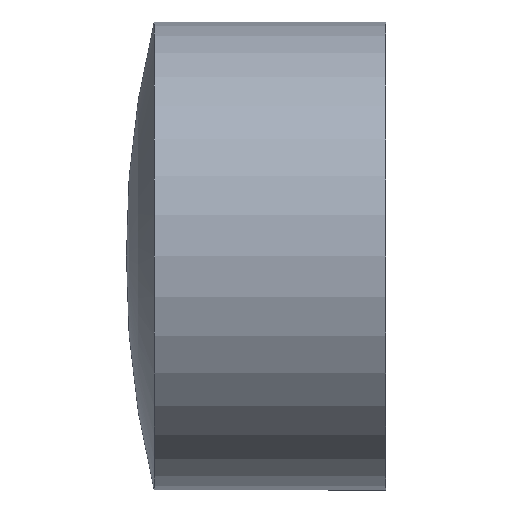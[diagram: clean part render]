
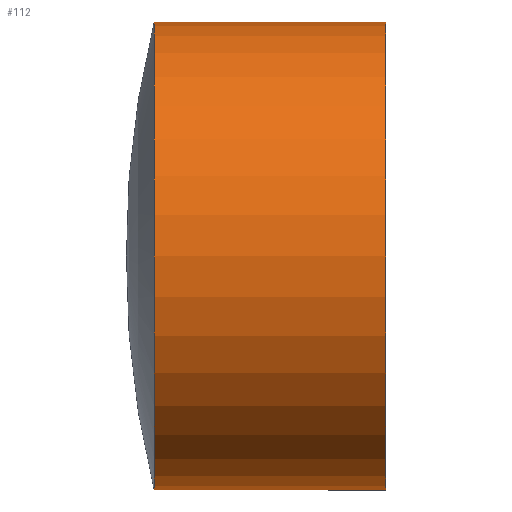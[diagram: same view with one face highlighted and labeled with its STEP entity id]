
A CAD part, left-side view. The second image highlights one B-rep face of the part: STEP entity #112.
In plain terms, the highlighted cylindrical face has radius 200 mm (diameter 400 mm), a partial arc.
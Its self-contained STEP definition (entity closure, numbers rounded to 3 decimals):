
#9 = CARTESIAN_POINT ( 'NONE',  ( 0., 197.746, 0. ) ) ;
#31 = AXIS2_PLACEMENT_3D ( 'NONE', #45, #172, #261 ) ;
#37 = CIRCLE ( 'NONE', #31, 200. ) ;
#43 = DIRECTION ( 'NONE',  ( 0., 0., -1. ) ) ;
#45 = CARTESIAN_POINT ( 'NONE',  ( 0., 0., 0. ) ) ;
#46 = DIRECTION ( 'NONE',  ( 0., -1., 0. ) ) ;
#47 = CARTESIAN_POINT ( 'NONE',  ( 0., 0., 0. ) ) ;
#51 = CYLINDRICAL_SURFACE ( 'NONE', #163, 200. ) ;
#53 = FACE_OUTER_BOUND ( 'NONE', #252, .T. ) ;
#58 = CARTESIAN_POINT ( 'NONE',  ( 0., 0., -200. ) ) ;
#59 = DIRECTION ( 'NONE',  ( 0., -1., 0. ) ) ;
#62 = CARTESIAN_POINT ( 'NONE',  ( 0., 0., -200. ) ) ;
#63 = LINE ( 'NONE', #62, #175 ) ;
#65 = DIRECTION ( 'NONE',  ( 0., -1., 0. ) ) ;
#66 = CARTESIAN_POINT ( 'NONE',  ( 0., 0., 200. ) ) ;
#70 = EDGE_CURVE ( 'NONE', #190, #219, #72, .T. ) ;
#72 = LINE ( 'NONE', #66, #176 ) ;
#96 = EDGE_CURVE ( 'NONE', #232, #109, #63, .T. ) ;
#109 = VERTEX_POINT ( 'NONE', #58 ) ;
#112 = ADVANCED_FACE ( 'NONE', ( #53 ), #51, .T. ) ;
#121 = AXIS2_PLACEMENT_3D ( 'NONE', #9, #133, #246 ) ;
#127 = CIRCLE ( 'NONE', #121, 200. ) ;
#133 = DIRECTION ( 'NONE',  ( 0., -1., 0. ) ) ;
#163 = AXIS2_PLACEMENT_3D ( 'NONE', #47, #46, #43 ) ;
#172 = DIRECTION ( 'NONE',  ( 0., -1., 0. ) ) ;
#175 = VECTOR ( 'NONE', #59, 1000. ) ;
#176 = VECTOR ( 'NONE', #65, 1000. ) ;
#190 = VERTEX_POINT ( 'NONE', #242 ) ;
#193 = ORIENTED_EDGE ( 'NONE', *, *, #70, .F. ) ;
#195 = ORIENTED_EDGE ( 'NONE', *, *, #241, .T. ) ;
#197 = ORIENTED_EDGE ( 'NONE', *, *, #96, .T. ) ;
#198 = ORIENTED_EDGE ( 'NONE', *, *, #302, .F. ) ;
#219 = VERTEX_POINT ( 'NONE', #225 ) ;
#225 = CARTESIAN_POINT ( 'NONE',  ( 0., 0., 200. ) ) ;
#232 = VERTEX_POINT ( 'NONE', #257 ) ;
#241 = EDGE_CURVE ( 'NONE', #190, #232, #127, .T. ) ;
#242 = CARTESIAN_POINT ( 'NONE',  ( 0., 197.746, 200. ) ) ;
#246 = DIRECTION ( 'NONE',  ( 0., 0., -1. ) ) ;
#252 = EDGE_LOOP ( 'NONE', ( #193, #195, #197, #198 ) ) ;
#257 = CARTESIAN_POINT ( 'NONE',  ( 0., 197.746, -200. ) ) ;
#261 = DIRECTION ( 'NONE',  ( 0., 0., -1. ) ) ;
#302 = EDGE_CURVE ( 'NONE', #219, #109, #37, .T. ) ;
